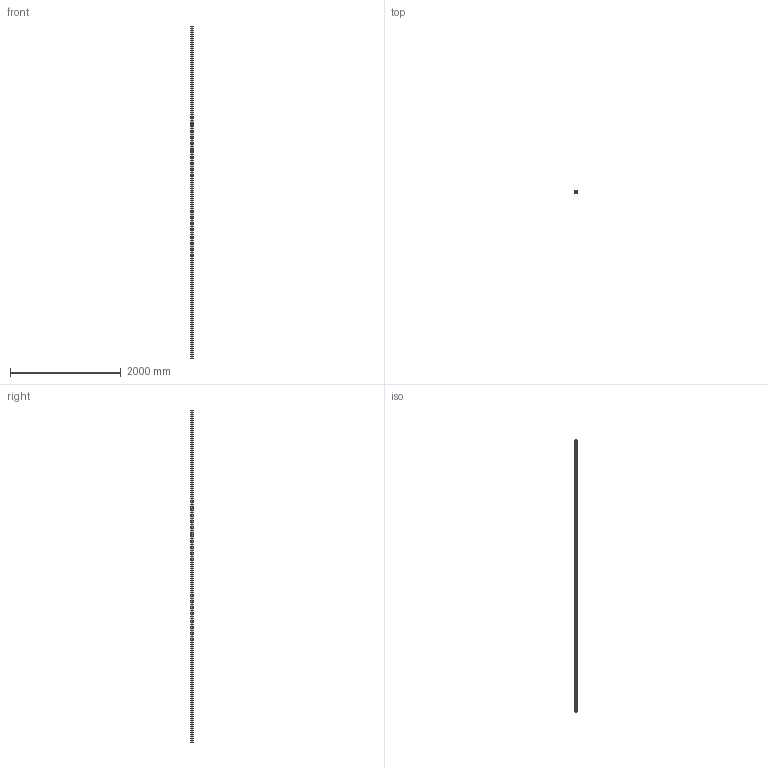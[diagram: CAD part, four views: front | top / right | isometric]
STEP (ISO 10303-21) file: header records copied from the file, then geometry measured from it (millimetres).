
FILE_DESCRIPTION (( 'STEP AP203' ), '1' );
FILE_NAME ('60337-240.step', '2022-06-27T14:25:17', ( '' ), ( '' ), 'SwSTEP 2.0', 'SolidWorks 2018', '' );
FILE_SCHEMA (( 'CONFIG_CONTROL_DESIGN' ));
Length unit declared in the file: millimetre
Products named in the file (1): 60337-240
Bounding box: 40 x 40 x 6000 mm (x, y, z)
Volume: 1779370.7 mm3; surface area: 2373101 mm2
Topology: 1 solids, 1 shells, 302 faces, 825 edges, 550 vertices
Faces by surface type: plane 157, bspline 129, cylinder 16
Entity records: 15872 total; most frequent: CARTESIAN_POINT 8991, ORIENTED_EDGE 1650, DIRECTION 947, EDGE_CURVE 825, VERTEX_POINT 550, LINE 535, VECTOR 535, EDGE_LOOP 329
